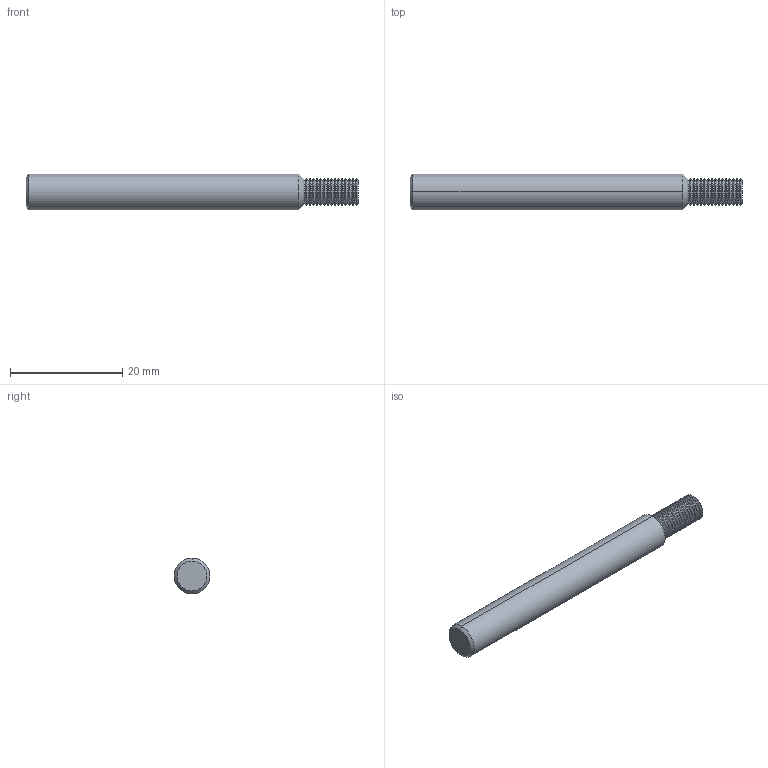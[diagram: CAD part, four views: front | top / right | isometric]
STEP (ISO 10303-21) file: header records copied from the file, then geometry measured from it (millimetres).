
FILE_DESCRIPTION (( 'STEP AP203' ), '1' );
FILE_NAME ('TM187-40S.STEP', '2021-09-09T21:08:37', ( '' ), ( '' ), 'SwSTEP 2.0', 'SolidWorks 2020', '' );
FILE_SCHEMA (( 'CONFIG_CONTROL_DESIGN' ));
Length unit declared in the file: inch
Products named in the file (1): TM187-40S
Bounding box: 59.05 x 6.34 x 6.34 mm (x, y, z)
Volume: 1693.2 mm3; surface area: 1247.6 mm2
Topology: 1 solids, 1 shells, 134 faces, 266 edges, 134 vertices
Faces by surface type: cylinder 66, cone 66, plane 2
Entity records: 3423 total; most frequent: DIRECTION 670, CARTESIAN_POINT 535, ORIENTED_EDGE 532, AXIS2_PLACEMENT_3D 269, EDGE_CURVE 266, VERTEX_POINT 134, ADVANCED_FACE 134, EDGE_LOOP 134
